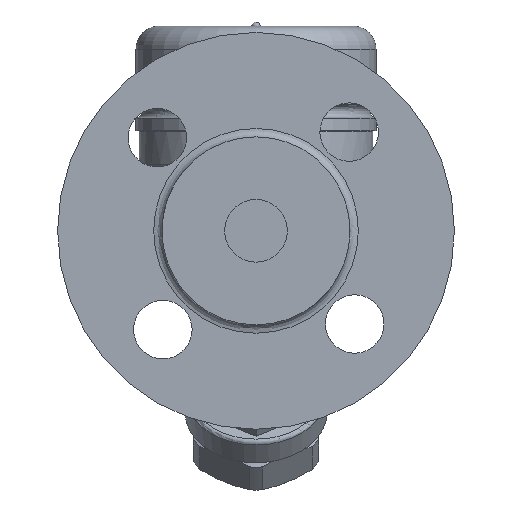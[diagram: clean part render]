
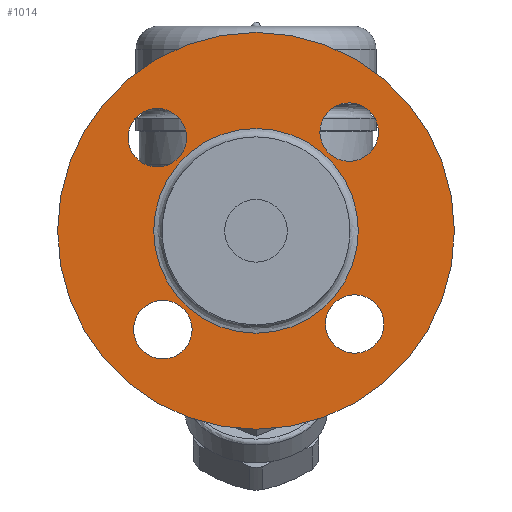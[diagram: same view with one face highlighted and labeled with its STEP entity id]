
A CAD part, left-side view. The second image highlights one B-rep face of the part: STEP entity #1014.
In plain terms, the highlighted planar face has unit normal (-1, 0, 0).
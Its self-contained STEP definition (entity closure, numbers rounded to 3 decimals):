
#868=CARTESIAN_POINT('',(-73.0,0.,47.5));
#869=VERTEX_POINT('',#868);
#870=CARTESIAN_POINT('',(-73.0,0.0,0.));
#871=DIRECTION('',(1.0,0.0,0.0));
#872=DIRECTION('',(0.0,0.0,-1.0));
#873=AXIS2_PLACEMENT_3D('',#870,#871,#872);
#874=CIRCLE('',#873,47.5);
#875=EDGE_CURVE('',#869,#869,#874,.T.);
#936=CARTESIAN_POINT('',(-73.0,0.,24.5));
#937=VERTEX_POINT('',#936);
#938=CARTESIAN_POINT('',(-73.0,0.0,0.));
#939=DIRECTION('',(-1.0,0.0,0.0));
#940=DIRECTION('',(0.0,0.0,-1.0));
#941=AXIS2_PLACEMENT_3D('',#938,#939,#940);
#942=CIRCLE('',#941,24.5);
#943=EDGE_CURVE('',#937,#937,#942,.T.);
#959=CARTESIAN_POINT('',(-73.0,0.0,0.));
#960=DIRECTION('',(1.0,0.0,0.0));
#961=DIRECTION('',(0.0,0.0,-1.0));
#962=AXIS2_PLACEMENT_3D('',#959,#960,#961);
#963=PLANE('',#962);
#964=ORIENTED_EDGE('',*,*,#875,.F.);
#965=EDGE_LOOP('',(#964));
#966=FACE_OUTER_BOUND('',#965,.T.);
#967=CARTESIAN_POINT('',(-73.0,22.299,-16.644));
#968=VERTEX_POINT('',#967);
#969=CARTESIAN_POINT('',(-73.0,22.299,-23.644));
#970=DIRECTION('',(-1.0,0.0,0.0));
#971=DIRECTION('',(0.0,1.0,0.0));
#972=AXIS2_PLACEMENT_3D('',#969,#970,#971);
#973=CIRCLE('',#972,7.);
#974=EDGE_CURVE('',#968,#968,#973,.T.);
#975=ORIENTED_EDGE('',*,*,#974,.F.);
#976=EDGE_LOOP('',(#975));
#977=FACE_BOUND('',#976,.T.);
#978=CARTESIAN_POINT('',(-73.0,-23.644,-15.299));
#979=VERTEX_POINT('',#978);
#980=CARTESIAN_POINT('',(-73.0,-23.644,-22.299));
#981=DIRECTION('',(-1.0,0.0,0.0));
#982=DIRECTION('',(0.0,0.0,-1.0));
#983=AXIS2_PLACEMENT_3D('',#980,#981,#982);
#984=CIRCLE('',#983,7.);
#985=EDGE_CURVE('',#979,#979,#984,.T.);
#986=ORIENTED_EDGE('',*,*,#985,.F.);
#987=EDGE_LOOP('',(#986));
#988=FACE_BOUND('',#987,.T.);
#989=CARTESIAN_POINT('',(-73.0,-22.299,30.644));
#990=VERTEX_POINT('',#989);
#991=CARTESIAN_POINT('',(-73.0,-22.299,23.644));
#992=DIRECTION('',(-1.0,0.0,0.0));
#993=DIRECTION('',(0.0,-1.0,0.0));
#994=AXIS2_PLACEMENT_3D('',#991,#992,#993);
#995=CIRCLE('',#994,7.);
#996=EDGE_CURVE('',#990,#990,#995,.T.);
#997=ORIENTED_EDGE('',*,*,#996,.F.);
#998=EDGE_LOOP('',(#997));
#999=FACE_BOUND('',#998,.T.);
#1000=CARTESIAN_POINT('',(-73.0,23.644,29.299));
#1001=VERTEX_POINT('',#1000);
#1002=CARTESIAN_POINT('',(-73.0,23.644,22.299));
#1003=DIRECTION('',(-1.0,0.0,0.0));
#1004=DIRECTION('',(0.0,0.0,1.0));
#1005=AXIS2_PLACEMENT_3D('',#1002,#1003,#1004);
#1006=CIRCLE('',#1005,7.);
#1007=EDGE_CURVE('',#1001,#1001,#1006,.T.);
#1008=ORIENTED_EDGE('',*,*,#1007,.F.);
#1009=EDGE_LOOP('',(#1008));
#1010=FACE_BOUND('',#1009,.T.);
#1011=ORIENTED_EDGE('',*,*,#943,.F.);
#1012=EDGE_LOOP('',(#1011));
#1013=FACE_BOUND('',#1012,.T.);
#1014=ADVANCED_FACE('',(#966,#977,#988,#999,#1010,#1013),#963,.F.);
